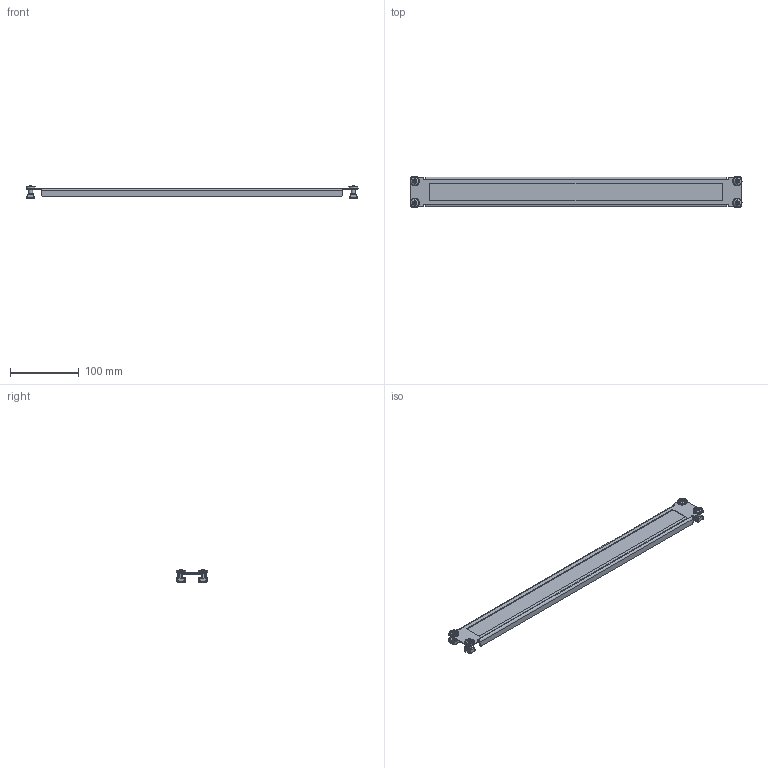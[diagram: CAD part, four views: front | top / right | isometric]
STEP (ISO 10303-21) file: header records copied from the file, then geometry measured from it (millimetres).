
FILE_DESCRIPTION (( 'STEP AP203' ), '1' );
FILE_NAME ('R5SPZ191HE.STEP', '2014-04-04T11:31:12', ( 'admin' ), ( '' ), 'SwSTEP 2.0', 'SolidWorks 2013', '' );
FILE_SCHEMA (( 'CONFIG_CONTROL_DESIGN' ));
Length unit declared in the file: millimetre
Products named in the file (5): A0200080_A0200080; R5SPZ191HE; A5100369_A5100369; A3400002; Pannello spazzole   19'''' 1HE 
Assembly tree (13 placements, depth 2):
  R5SPZ191HE
    Pannello spazzole   19'''' 1HE 
    A5100369_A5100369  x4
    A0200080_A0200080  x4
    A3400002  x4
Bounding box: 483.1 x 45.3 x 17.87 mm (x, y, z)
Volume: 4665.6 mm3; surface area: 73991.7 mm2
Topology: 12 solids, 14 shells, 735 faces, 2065 edges, 1356 vertices
Faces by surface type: plane 403, cylinder 284, cone 24, torus 16, sphere 8
Entity records: 8873 total; most frequent: CARTESIAN_POINT 1691, DIRECTION 1369, ORIENTED_EDGE 1360, EDGE_CURVE 685, AXIS2_PLACEMENT_3D 488, VERTEX_POINT 450, LINE 393, VECTOR 393
